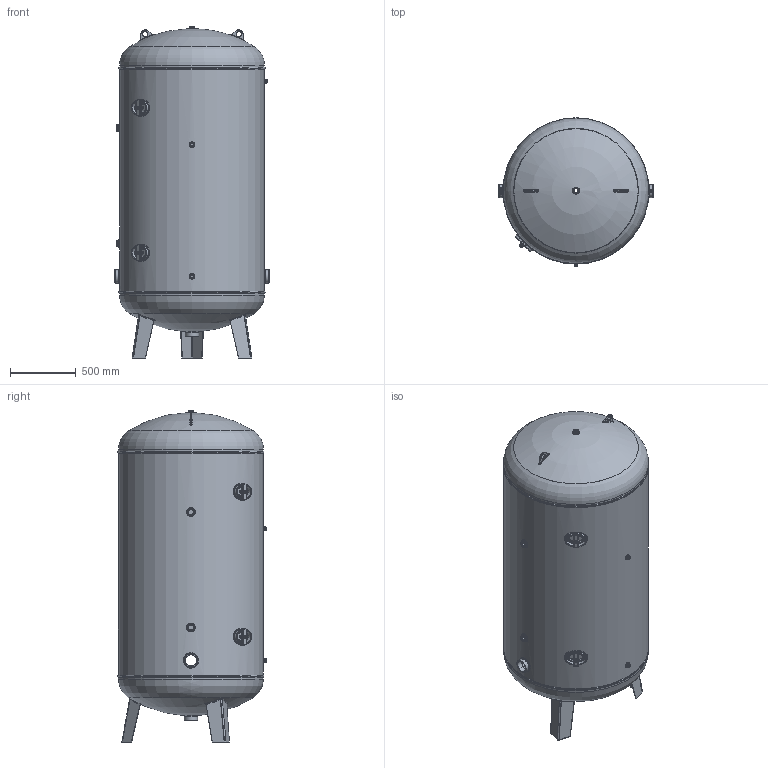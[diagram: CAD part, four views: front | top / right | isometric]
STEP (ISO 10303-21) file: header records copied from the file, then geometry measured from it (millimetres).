
FILE_DESCRIPTION(('HOOPS Exchange Step'),'2;1');
FILE_NAME('BE04_2000L.stp','2025-07-14T08:56:55+02:00',('nieru'),('Unknown organisation'),'HOOPS Exchange 2024.2','HOOPS Exchange','Unknown authorisation');
FILE_SCHEMA( ('AP203_CONFIGURATION_CONTROLLED_3D_DESIGN_OF_MECHANICAL_PARTS_AND_ASSEMBLIES_MIM_LF') );
Length unit declared in the file: millimetre
Products named in the file (2): 0; root
Assembly tree (1 placements, depth 2):
  root
    0
Bounding box: 1170 x 1124.02 x 2518.87 mm (x, y, z)
Volume: 68213664 mm3; surface area: 17810495.2 mm2
Topology: 5 solids, 9 shells, 445 faces, 1140 edges, 720 vertices
Faces by surface type: bspline 141, plane 140, cylinder 62, cone 58, torus 40, sphere 4
Full cylindrical faces by diameter (mm): 16 x4, 18.631 x3, 26.631 x3, 30.291 x1, 38.952 x2, 40 x2, 40.291 x1, 50.952 x2, 84.9 x3, 100.9 x3, 1084 x1, 1100 x3, 1108.045 x2
Entity records: 158227 total; most frequent: CARTESIAN_POINT 148392, ORIENTED_EDGE 2284, DIRECTION 1634, EDGE_CURVE 1142, VERTEX_POINT 720, AXIS2_PLACEMENT_3D 635, EDGE_LOOP 486, FACE_BOUND 486
